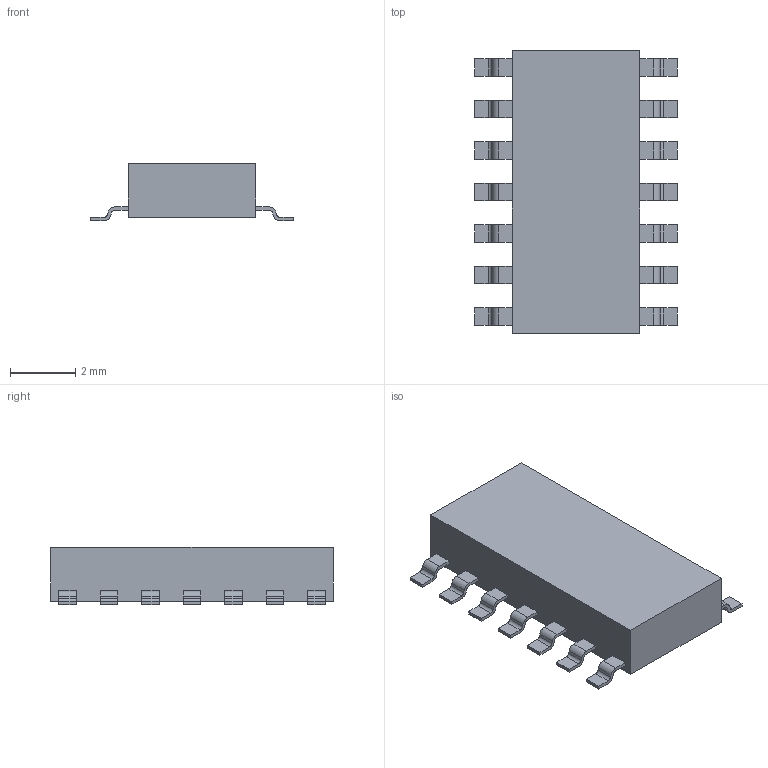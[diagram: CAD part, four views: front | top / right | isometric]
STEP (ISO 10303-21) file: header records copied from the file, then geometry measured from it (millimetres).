
FILE_DESCRIPTION(('STEP AP214'),'1');
FILE_NAME('SOIC14_SL_MCH','2023-02-27T18:14:32',(''),(''),'','','');
FILE_SCHEMA(('AUTOMOTIVE_DESIGN'));
Length unit declared in the file: millimetre
Products named in the file (1): product
Bounding box: 6.2 x 8.65 x 1.75 mm (x, y, z)
Volume: 56.7 mm3; surface area: 134.3 mm2
Topology: 15 solids, 15 shells, 202 faces, 516 edges, 344 vertices
Faces by surface type: plane 146, cylinder 56
Entity records: 5857 total; most frequent: DIRECTION 1034, ORIENTED_EDGE 1032, CARTESIAN_POINT 603, EDGE_CURVE 516, LINE 404, VECTOR 404, VERTEX_POINT 344, AXIS2_PLACEMENT_3D 315
